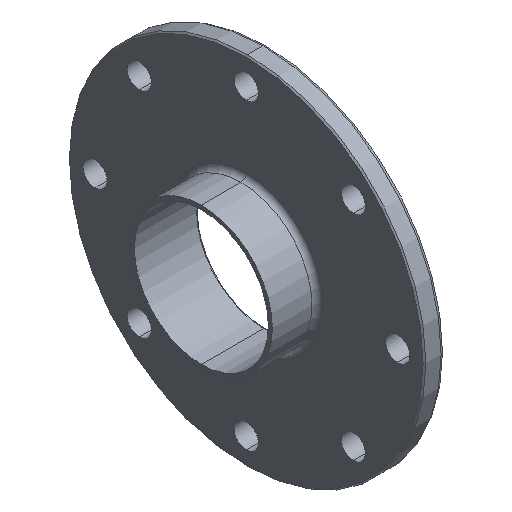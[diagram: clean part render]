
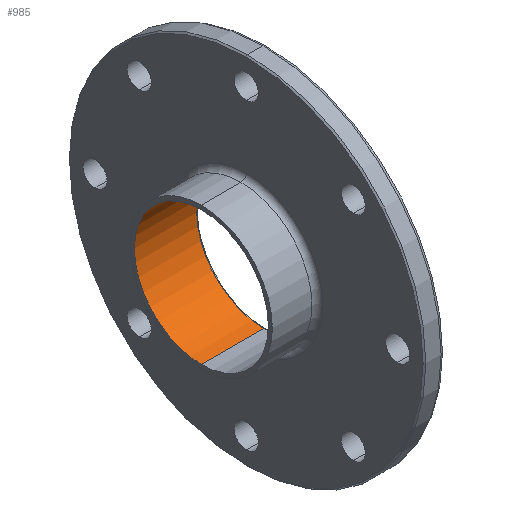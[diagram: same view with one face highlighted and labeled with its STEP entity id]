
A CAD part, isometric view. The second image highlights one B-rep face of the part: STEP entity #985.
In plain terms, the highlighted cylindrical face has radius 25 mm (diameter 50 mm), a partial arc.
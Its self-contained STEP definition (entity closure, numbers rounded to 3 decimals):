
#37 = LINE ( 'NONE', #879, #998 ) ;
#48 = DIRECTION ( 'NONE',  ( -1., 0., 0. ) ) ;
#113 = ORIENTED_EDGE ( 'NONE', *, *, #1008, .F. ) ;
#152 = DIRECTION ( 'NONE',  ( -1., 0., 0. ) ) ;
#163 = CARTESIAN_POINT ( 'NONE',  ( -10.167, 0., -25. ) ) ;
#257 = CYLINDRICAL_SURFACE ( 'NONE', #1174, 25. ) ;
#262 = DIRECTION ( 'NONE',  ( 0., 0., 1. ) ) ;
#298 = DIRECTION ( 'NONE',  ( -1., 0., 0. ) ) ;
#303 = DIRECTION ( 'NONE',  ( -1., 0., 0. ) ) ;
#322 = AXIS2_PLACEMENT_3D ( 'NONE', #1233, #303, #1137 ) ;
#350 = ORIENTED_EDGE ( 'NONE', *, *, #610, .T. ) ;
#402 = CIRCLE ( 'NONE', #322, 25. ) ;
#405 = LINE ( 'NONE', #715, #780 ) ;
#451 = VERTEX_POINT ( 'NONE', #522 ) ;
#465 = DIRECTION ( 'NONE',  ( -1., 0., 0. ) ) ;
#522 = CARTESIAN_POINT ( 'NONE',  ( -10.167, 0., 25. ) ) ;
#559 = CARTESIAN_POINT ( 'NONE',  ( -59.784, 0., 0. ) ) ;
#607 = VERTEX_POINT ( 'NONE', #1192 ) ;
#610 = EDGE_CURVE ( 'NONE', #451, #1019, #1234, .T. ) ;
#619 = CARTESIAN_POINT ( 'NONE',  ( 13.109, 0., 25. ) ) ;
#626 = AXIS2_PLACEMENT_3D ( 'NONE', #771, #48, #262 ) ;
#635 = VERTEX_POINT ( 'NONE', #619 ) ;
#715 = CARTESIAN_POINT ( 'NONE',  ( -59.784, 0., 25. ) ) ;
#735 = EDGE_CURVE ( 'NONE', #635, #607, #402, .T. ) ;
#737 = EDGE_CURVE ( 'NONE', #635, #451, #405, .T. ) ;
#746 = ORIENTED_EDGE ( 'NONE', *, *, #737, .T. ) ;
#771 = CARTESIAN_POINT ( 'NONE',  ( -10.167, 0., 0. ) ) ;
#780 = VECTOR ( 'NONE', #298, 1000. ) ;
#879 = CARTESIAN_POINT ( 'NONE',  ( -59.784, 0., -25. ) ) ;
#959 = ORIENTED_EDGE ( 'NONE', *, *, #735, .F. ) ;
#985 = ADVANCED_FACE ( 'NONE', ( #1293 ), #257, .F. ) ;
#998 = VECTOR ( 'NONE', #152, 1000. ) ;
#1008 = EDGE_CURVE ( 'NONE', #607, #1019, #37, .T. ) ;
#1019 = VERTEX_POINT ( 'NONE', #163 ) ;
#1137 = DIRECTION ( 'NONE',  ( 0., 0., 1. ) ) ;
#1174 = AXIS2_PLACEMENT_3D ( 'NONE', #559, #465, #1283 ) ;
#1192 = CARTESIAN_POINT ( 'NONE',  ( 13.109, 0., -25. ) ) ;
#1233 = CARTESIAN_POINT ( 'NONE',  ( 13.109, 0., 0. ) ) ;
#1234 = CIRCLE ( 'NONE', #626, 25. ) ;
#1260 = EDGE_LOOP ( 'NONE', ( #113, #959, #746, #350 ) ) ;
#1283 = DIRECTION ( 'NONE',  ( 0., 0., 1. ) ) ;
#1293 = FACE_OUTER_BOUND ( 'NONE', #1260, .T. ) ;
